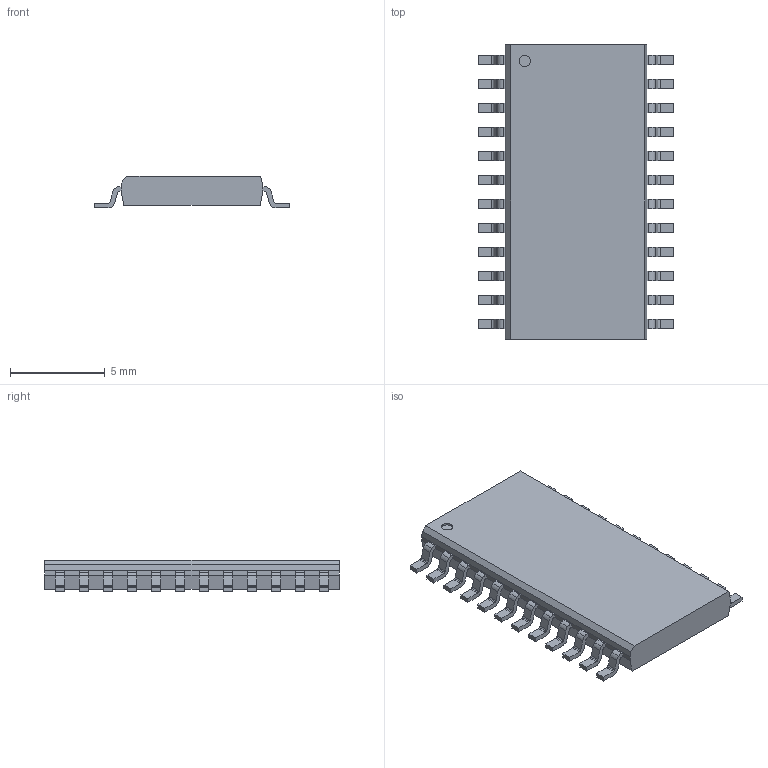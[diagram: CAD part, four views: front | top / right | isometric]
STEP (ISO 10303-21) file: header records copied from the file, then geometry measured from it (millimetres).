
FILE_DESCRIPTION((''),'2;1');
FILE_NAME('SOIC127P1030X265-24N.stp','2009-01-12T17:52:16',(''),(''),'Mechanical Desktop 2006','Mechanical Desktop 2006',', , ');
FILE_SCHEMA(('AUTOMOTIVE_DESIGN { 1 2 10303 214 0 1 1 1 }'));
Length unit declared in the file: millimetre
Products named in the file (1): Product
Bounding box: 10.36 x 15.6 x 1.68 mm (x, y, z)
Volume: 184.3 mm3; surface area: 375.1 mm2
Topology: 25 solids, 25 shells, 446 faces, 1189 edges, 798 vertices
Faces by surface type: bspline 216, plane 132, cylinder 98
Entity records: 15248 total; most frequent: CARTESIAN_POINT 4422, ORIENTED_EDGE 2370, DIRECTION 2039, EDGE_CURVE 1185, VECTOR 801, LINE 801, VERTEX_POINT 790, AXIS2_PLACEMENT_3D 619
